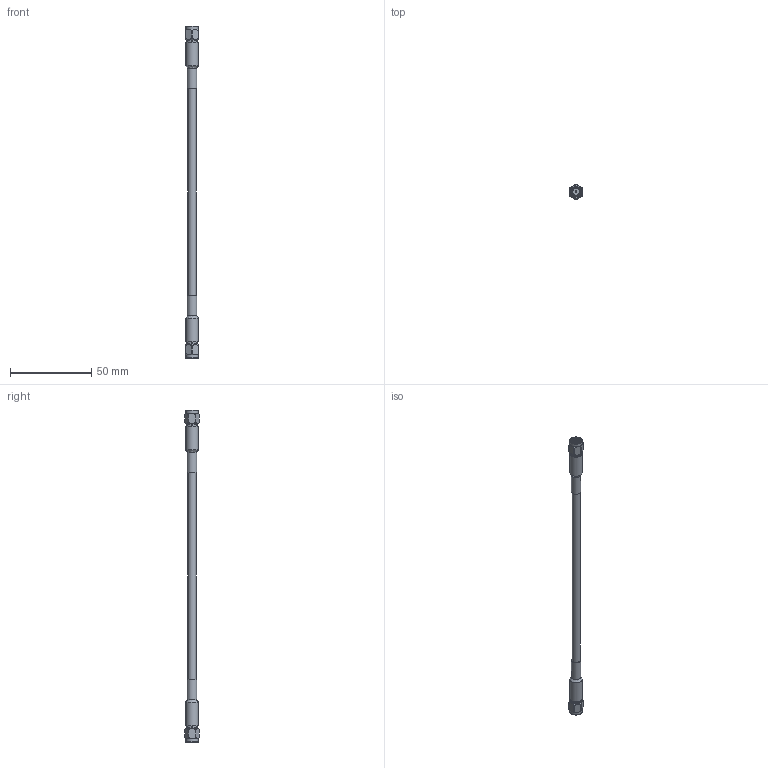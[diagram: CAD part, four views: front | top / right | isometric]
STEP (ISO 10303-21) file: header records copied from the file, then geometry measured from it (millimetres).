
FILE_DESCRIPTION (( 'STEP AP203' ), '1' );
FILE_NAME ('FMC0202205_3D.step', '2020-05-21T19:12:39', ( '' ), ( '' ), 'SwSTEP 2.0', 'SolidWorks 2018', '' );
FILE_SCHEMA (( 'CONFIG_CONTROL_DESIGN' ));
Length unit declared in the file: inch
Products named in the file (3): SC7029^FMC0202205_Heat Shrink; Coax Cable^FMC0202205_LMR-200; FMC0202205_3D
Assembly tree (3 placements, depth 2):
  FMC0202205_3D
    Coax Cable^FMC0202205_LMR-200
    SC7029^FMC0202205_Heat Shrink  x2
Bounding box: 7.94 x 8.99 x 204.32 mm (x, y, z)
Volume: 5258.7 mm3; surface area: 4298.1 mm2
Topology: 3 solids, 3 shells, 95 faces, 249 edges, 172 vertices
Faces by surface type: cylinder 43, plane 30, cone 12, bspline 10
Full cylindrical faces by diameter (mm): 0.94 x2, 1.194 x2, 4.445 x2, 4.953 x1, 5.715 x2, 6.35 x12, 6.387 x2, 6.965 x2, 7.516 x2, 7.762 x2
Entity records: 3680 total; most frequent: CARTESIAN_POINT 2416, ORIENTED_EDGE 196, DIRECTION 172, EDGE_CURVE 98, VERTEX_POINT 82, AXIS2_PLACEMENT_3D 80, EDGE_LOOP 66, FACE_OUTER_BOUND 55
